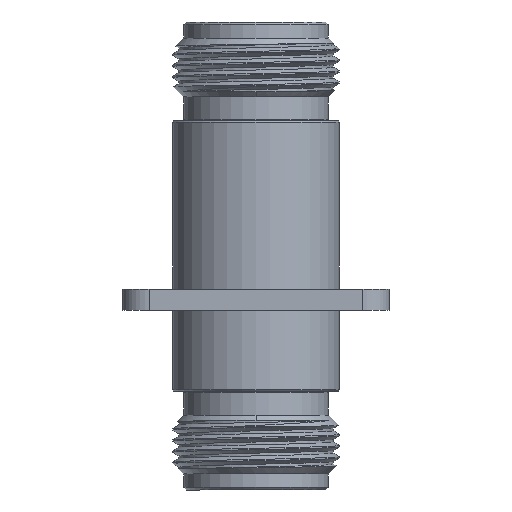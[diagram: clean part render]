
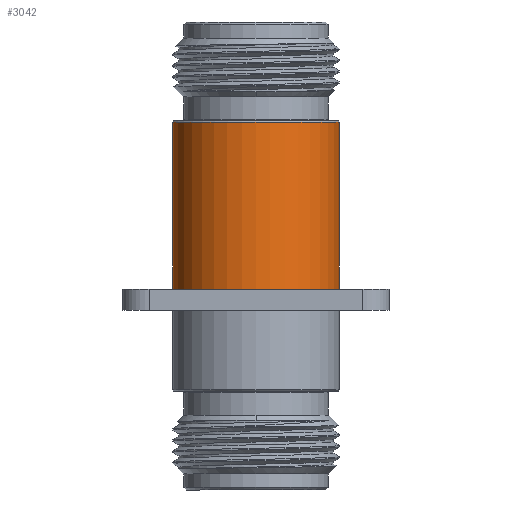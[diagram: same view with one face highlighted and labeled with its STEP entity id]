
A CAD part, front view. The second image highlights one B-rep face of the part: STEP entity #3042.
In plain terms, the highlighted cylindrical face has radius 7.938 mm (diameter 15.875 mm), a partial arc.
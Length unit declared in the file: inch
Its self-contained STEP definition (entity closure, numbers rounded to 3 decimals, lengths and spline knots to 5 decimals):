
#15 = EDGE_CURVE ( 'NONE', #2869, #615, #3115, .T. ) ;
#32 = EDGE_CURVE ( 'NONE', #7420, #615, #6157, .T. ) ;
#117 = VERTEX_POINT ( 'NONE', #1945 ) ;
#558 = AXIS2_PLACEMENT_3D ( 'NONE', #7669, #3490, #3397 ) ;
#615 = VERTEX_POINT ( 'NONE', #1144 ) ;
#897 = DIRECTION ( 'NONE',  ( 0., 0., -1. ) ) ;
#1144 = CARTESIAN_POINT ( 'NONE',  ( -0.3125, 0., -0.375 ) ) ;
#1493 = CARTESIAN_POINT ( 'NONE',  ( 0., 0., -0.375 ) ) ;
#1497 = CIRCLE ( 'NONE', #3625, 0.3125 ) ;
#1945 = CARTESIAN_POINT ( 'NONE',  ( 0.3125, 0., -1. ) ) ;
#2059 = DIRECTION ( 'NONE',  ( -1., 0., 0. ) ) ;
#2869 = VERTEX_POINT ( 'NONE', #5854 ) ;
#3032 = EDGE_LOOP ( 'NONE', ( #6840, #7552, #5424, #7140 ) ) ;
#3042 = ADVANCED_FACE ( 'NONE', ( #5859 ), #5658, .T. ) ;
#3115 = CIRCLE ( 'NONE', #4488, 0.3125 ) ;
#3160 = CARTESIAN_POINT ( 'NONE',  ( -0.3125, 0., -1. ) ) ;
#3225 = EDGE_CURVE ( 'NONE', #7420, #117, #1497, .T. ) ;
#3397 = DIRECTION ( 'NONE',  ( 1., 0., 0. ) ) ;
#3424 = VECTOR ( 'NONE', #6744, 39.37008 ) ;
#3490 = DIRECTION ( 'NONE',  ( 0., 0., 1. ) ) ;
#3625 = AXIS2_PLACEMENT_3D ( 'NONE', #6869, #5065, #2059 ) ;
#4201 = CARTESIAN_POINT ( 'NONE',  ( 0.3125, 0., -0.82 ) ) ;
#4488 = AXIS2_PLACEMENT_3D ( 'NONE', #1493, #897, #7486 ) ;
#4559 = VECTOR ( 'NONE', #5755, 39.37008 ) ;
#5065 = DIRECTION ( 'NONE',  ( 0., 0., 1. ) ) ;
#5424 = ORIENTED_EDGE ( 'NONE', *, *, #6499, .T. ) ;
#5658 = CYLINDRICAL_SURFACE ( 'NONE', #558, 0.3125 ) ;
#5725 = CARTESIAN_POINT ( 'NONE',  ( -0.3125, 0., -0.82 ) ) ;
#5755 = DIRECTION ( 'NONE',  ( 0., 0., 1. ) ) ;
#5854 = CARTESIAN_POINT ( 'NONE',  ( 0.3125, 0., -0.375 ) ) ;
#5859 = FACE_OUTER_BOUND ( 'NONE', #3032, .T. ) ;
#6157 = LINE ( 'NONE', #5725, #4559 ) ;
#6499 = EDGE_CURVE ( 'NONE', #117, #2869, #7226, .T. ) ;
#6744 = DIRECTION ( 'NONE',  ( 0., 0., 1. ) ) ;
#6840 = ORIENTED_EDGE ( 'NONE', *, *, #32, .F. ) ;
#6869 = CARTESIAN_POINT ( 'NONE',  ( 0., 0., -1. ) ) ;
#7140 = ORIENTED_EDGE ( 'NONE', *, *, #15, .T. ) ;
#7226 = LINE ( 'NONE', #4201, #3424 ) ;
#7420 = VERTEX_POINT ( 'NONE', #3160 ) ;
#7486 = DIRECTION ( 'NONE',  ( 1., 0., 0. ) ) ;
#7552 = ORIENTED_EDGE ( 'NONE', *, *, #3225, .T. ) ;
#7669 = CARTESIAN_POINT ( 'NONE',  ( 0., 0., -0.82 ) ) ;
